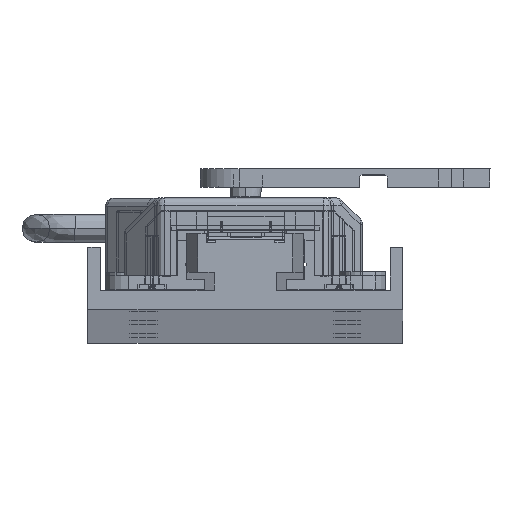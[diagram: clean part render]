
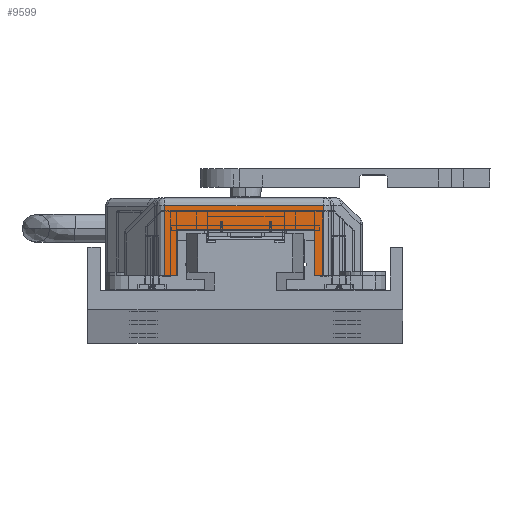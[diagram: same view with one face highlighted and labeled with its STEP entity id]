
A CAD part, top view. The second image highlights one B-rep face of the part: STEP entity #9599.
In plain terms, the highlighted planar face has unit normal (0, 0, 1).
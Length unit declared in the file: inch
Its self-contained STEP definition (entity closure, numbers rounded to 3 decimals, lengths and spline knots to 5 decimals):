
#43 = CARTESIAN_POINT ( 'NONE',  ( 0.455, 0.295, 1.55 ) ) ;
#164 = DIRECTION ( 'NONE',  ( 1., 0., 0. ) ) ;
#957 = CARTESIAN_POINT ( 'NONE',  ( 0., 0.5, 1.55 ) ) ;
#1300 = LINE ( 'NONE', #23164, #19907 ) ;
#1687 = VERTEX_POINT ( 'NONE', #13255 ) ;
#2412 = CARTESIAN_POINT ( 'NONE',  ( 1.345, 0.295, 1.55 ) ) ;
#3310 = ORIENTED_EDGE ( 'NONE', *, *, #20259, .F. ) ;
#3630 = LINE ( 'NONE', #43, #4514 ) ;
#4012 = LINE ( 'NONE', #14708, #17842 ) ;
#4514 = VECTOR ( 'NONE', #9818, 39.37008 ) ;
#4570 = CARTESIAN_POINT ( 'NONE',  ( 1.345, 0., 1.55 ) ) ;
#5474 = CARTESIAN_POINT ( 'NONE',  ( 0.38, 0., 1.55 ) ) ;
#6000 = FACE_OUTER_BOUND ( 'NONE', #11626, .T. ) ;
#6872 = LINE ( 'NONE', #13192, #7782 ) ;
#7243 = ORIENTED_EDGE ( 'NONE', *, *, #22907, .T. ) ;
#7687 = ORIENTED_EDGE ( 'NONE', *, *, #22791, .T. ) ;
#7720 = CARTESIAN_POINT ( 'NONE',  ( 0.455, 0., 1.55 ) ) ;
#7782 = VECTOR ( 'NONE', #14402, 39.37008 ) ;
#7874 = EDGE_CURVE ( 'NONE', #22268, #21372, #23766, .T. ) ;
#8074 = ORIENTED_EDGE ( 'NONE', *, *, #12786, .T. ) ;
#8994 = DIRECTION ( 'NONE',  ( -1., 0., 0. ) ) ;
#9164 = VERTEX_POINT ( 'NONE', #22150 ) ;
#9365 = CARTESIAN_POINT ( 'NONE',  ( 1.4, 0.5, 1.55 ) ) ;
#9599 = ADVANCED_FACE ( 'NONE', ( #6000 ), #14397, .F. ) ;
#9818 = DIRECTION ( 'NONE',  ( -1., 0., 0. ) ) ;
#10884 = VECTOR ( 'NONE', #18659, 39.37008 ) ;
#11517 = ORIENTED_EDGE ( 'NONE', *, *, #21400, .T. ) ;
#11626 = EDGE_LOOP ( 'NONE', ( #18220, #8074, #11517, #7243, #11662, #3310, #7687, #24866 ) ) ;
#11662 = ORIENTED_EDGE ( 'NONE', *, *, #7874, .T. ) ;
#12786 = EDGE_CURVE ( 'NONE', #1687, #9164, #4012, .T. ) ;
#13057 = EDGE_CURVE ( 'NONE', #13983, #18149, #1300, .T. ) ;
#13192 = CARTESIAN_POINT ( 'NONE',  ( 0.38, 0.5, 1.55 ) ) ;
#13255 = CARTESIAN_POINT ( 'NONE',  ( 1.4, 0.45, 1.55 ) ) ;
#13683 = DIRECTION ( 'NONE',  ( 0., 1., 0. ) ) ;
#13800 = EDGE_CURVE ( 'NONE', #18149, #1687, #15712, .T. ) ;
#13983 = VERTEX_POINT ( 'NONE', #4570 ) ;
#14397 = PLANE ( 'NONE',  #16387 ) ;
#14402 = DIRECTION ( 'NONE',  ( 0., -1., 0. ) ) ;
#14708 = CARTESIAN_POINT ( 'NONE',  ( 0., 0.45, 1.55 ) ) ;
#15712 = LINE ( 'NONE', #9365, #10884 ) ;
#16123 = LINE ( 'NONE', #21947, #20309 ) ;
#16387 = AXIS2_PLACEMENT_3D ( 'NONE', #957, #20242, #18169 ) ;
#17114 = VERTEX_POINT ( 'NONE', #5474 ) ;
#17178 = VECTOR ( 'NONE', #13683, 39.37008 ) ;
#17631 = LINE ( 'NONE', #23973, #23630 ) ;
#17842 = VECTOR ( 'NONE', #8994, 39.37008 ) ;
#18104 = DIRECTION ( 'NONE',  ( 1., 0., 0. ) ) ;
#18149 = VERTEX_POINT ( 'NONE', #22601 ) ;
#18169 = DIRECTION ( 'NONE',  ( -1., 0., 0. ) ) ;
#18220 = ORIENTED_EDGE ( 'NONE', *, *, #13800, .T. ) ;
#18659 = DIRECTION ( 'NONE',  ( 0., 1., 0. ) ) ;
#19635 = CARTESIAN_POINT ( 'NONE',  ( 0.455, 0., 1.55 ) ) ;
#19657 = VERTEX_POINT ( 'NONE', #2412 ) ;
#19907 = VECTOR ( 'NONE', #164, 39.37008 ) ;
#20242 = DIRECTION ( 'NONE',  ( 0., 0., -1. ) ) ;
#20259 = EDGE_CURVE ( 'NONE', #19657, #21372, #3630, .T. ) ;
#20309 = VECTOR ( 'NONE', #23900, 39.37008 ) ;
#21272 = CARTESIAN_POINT ( 'NONE',  ( 0.455, 0.295, 1.55 ) ) ;
#21372 = VERTEX_POINT ( 'NONE', #21272 ) ;
#21400 = EDGE_CURVE ( 'NONE', #9164, #17114, #6872, .T. ) ;
#21947 = CARTESIAN_POINT ( 'NONE',  ( 1.345, 0.42, 1.55 ) ) ;
#22150 = CARTESIAN_POINT ( 'NONE',  ( 0.38, 0.45, 1.55 ) ) ;
#22268 = VERTEX_POINT ( 'NONE', #19635 ) ;
#22601 = CARTESIAN_POINT ( 'NONE',  ( 1.4, 0., 1.55 ) ) ;
#22791 = EDGE_CURVE ( 'NONE', #19657, #13983, #16123, .T. ) ;
#22907 = EDGE_CURVE ( 'NONE', #17114, #22268, #17631, .T. ) ;
#23164 = CARTESIAN_POINT ( 'NONE',  ( 1.345, 0., 1.55 ) ) ;
#23630 = VECTOR ( 'NONE', #18104, 39.37008 ) ;
#23766 = LINE ( 'NONE', #7720, #17178 ) ;
#23900 = DIRECTION ( 'NONE',  ( 0., -1., 0. ) ) ;
#23973 = CARTESIAN_POINT ( 'NONE',  ( 0., 0., 1.55 ) ) ;
#24866 = ORIENTED_EDGE ( 'NONE', *, *, #13057, .T. ) ;
